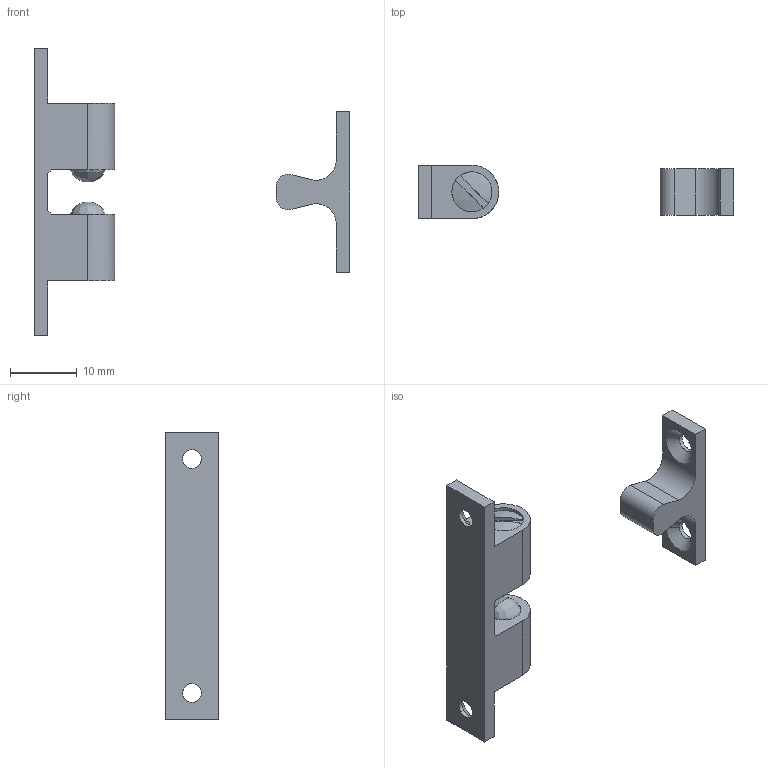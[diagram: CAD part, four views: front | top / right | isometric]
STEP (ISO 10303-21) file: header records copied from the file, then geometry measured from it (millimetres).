
FILE_DESCRIPTION((''),'2;1');
FILE_NAME('','2005-07-15T16:59:14',(''),(''),'','CADfix','');
FILE_SCHEMA(('AUTOMOTIVE_DESIGN'));
Length unit declared in the file: millimetre
Products named in the file (5): ball; screw; keeper; housing; TL_42_2_14035_36
Assembly tree (6 placements, depth 2):
  TL_42_2_14035_36
    ball  x2
    screw  x2
    keeper
    housing
Bounding box: 47.14 x 8 x 43 mm (x, y, z)
Volume: 2590.3 mm3; surface area: 2880.8 mm2
Topology: 6 solids, 6 shells, 78 faces, 227 edges, 165 vertices
Faces by surface type: bspline 78
Entity records: 2775 total; most frequent: CARTESIAN_POINT 1479, ORIENTED_EDGE 418, EDGE_CURVE 209, VERTEX_POINT 153, QUASI_UNIFORM_CURVE 94, EDGE_LOOP 84, FACE_OUTER_BOUND 68, ADVANCED_FACE 68
